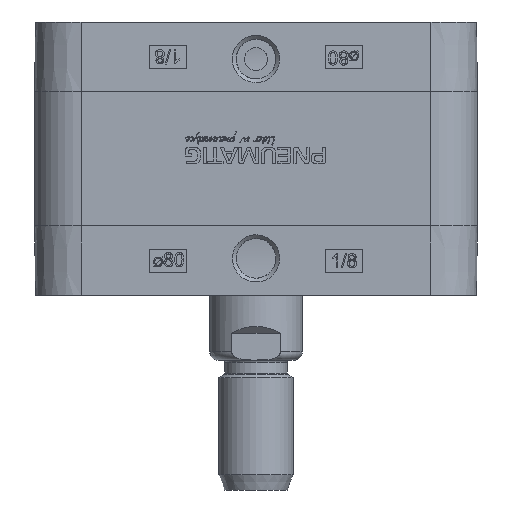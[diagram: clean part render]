
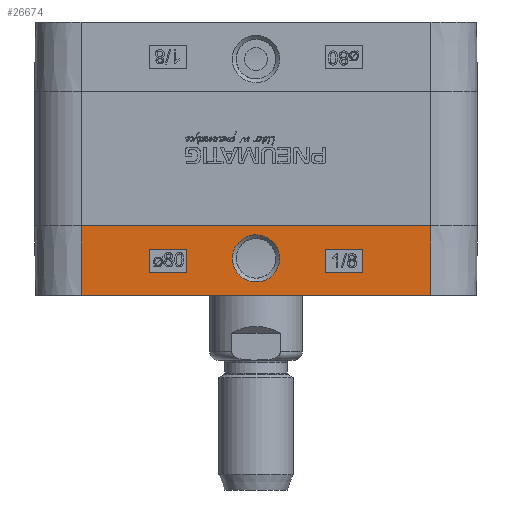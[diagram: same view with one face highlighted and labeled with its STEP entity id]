
A CAD part, left-side view. The second image highlights one B-rep face of the part: STEP entity #26674.
In plain terms, the highlighted planar face has unit normal (-1, 0, -0.009).
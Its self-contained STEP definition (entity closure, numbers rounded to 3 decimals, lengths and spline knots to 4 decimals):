
#1314=LINE($,#36346,#3365);
#1357=LINE($,#36501,#3408);
#1570=LINE($,#38142,#3621);
#1572=LINE($,#38146,#3623);
#1574=LINE($,#38150,#3625);
#1576=LINE($,#38153,#3627);
#1578=LINE($,#38159,#3629);
#1580=LINE($,#38163,#3631);
#1582=LINE($,#38167,#3633);
#1584=LINE($,#38170,#3635);
#1586=LINE($,#38326,#3637);
#1587=LINE($,#38327,#3638);
#3365=VECTOR($,#30390,7.55);
#3408=VECTOR($,#30507,7.55);
#3621=VECTOR($,#31066,0.5);
#3623=VECTOR($,#31070,0.8);
#3625=VECTOR($,#31074,0.5);
#3627=VECTOR($,#31078,0.8);
#3629=VECTOR($,#31084,0.5);
#3631=VECTOR($,#31088,0.8);
#3633=VECTOR($,#31092,0.5);
#3635=VECTOR($,#31096,0.8);
#3637=VECTOR($,#31104,1.5001);
#3638=VECTOR($,#31105,1.5001);
#5235=PLANE($,#28432);
#5662=FACE_BOUND($,#8302,.T.);
#5663=FACE_BOUND($,#8303,.T.);
#5664=FACE_BOUND($,#8304,.T.);
#6620=FACE_OUTER_BOUND($,#8301,.T.);
#8301=EDGE_LOOP($,(#20205,#20206,#20207,#20208));
#8302=EDGE_LOOP($,(#20209,#20210,#20211,#20212));
#8303=EDGE_LOOP($,(#20213,#20214,#20215,#20216));
#8304=EDGE_LOOP($,(#20217));
#9706=B_SPLINE_CURVE_WITH_KNOTS($,3,(#38269,#38270,#38271,#38272,#38273,
#38274,#38275,#38276,#38277,#38278,#38279,#38280,#38281,#38282,#38283,#38284,
#38285,#38286,#38287,#38288,#38289,#38290,#38291,#38292,#38293,#38294,#38295,
#38296,#38297,#38298,#38299,#38300,#38301,#38302,#38303,#38304,#38305,#38306,
#38307,#38308,#38309,#38310,#38311,#38312,#38313,#38314,#38315,#38316,#38317,
#38318,#38319,#38320,#38321,#38322,#38323),.UNSPECIFIED.,.T.,.F.,(4,3,3,
3,3,3,3,3,3,3,3,3,3,3,3,3,3,3,4),(0.,0.2239,0.393,
0.7143,0.7839,1.1204,1.3102,1.589,
1.6832,1.6934,1.8709,2.084,2.1556,
2.4543,2.4903,2.8158,3.1523,3.311,
3.5407),.UNSPECIFIED.);
#11583=VERTEX_POINT($,#36343);
#11584=VERTEX_POINT($,#36345);
#11658=VERTEX_POINT($,#36498);
#11659=VERTEX_POINT($,#36500);
#11973=VERTEX_POINT($,#38139);
#11974=VERTEX_POINT($,#38141);
#11975=VERTEX_POINT($,#38145);
#11976=VERTEX_POINT($,#38149);
#11977=VERTEX_POINT($,#38156);
#11978=VERTEX_POINT($,#38158);
#11979=VERTEX_POINT($,#38162);
#11980=VERTEX_POINT($,#38166);
#11981=VERTEX_POINT($,#38220);
#14544=EDGE_CURVE($,#11584,#11583,#1314,.T.);
#14619=EDGE_CURVE($,#11659,#11658,#1357,.T.);
#15036=EDGE_CURVE($,#11974,#11973,#1570,.T.);
#15038=EDGE_CURVE($,#11975,#11974,#1572,.T.);
#15040=EDGE_CURVE($,#11976,#11975,#1574,.T.);
#15042=EDGE_CURVE($,#11973,#11976,#1576,.T.);
#15044=EDGE_CURVE($,#11978,#11977,#1578,.T.);
#15046=EDGE_CURVE($,#11979,#11978,#1580,.T.);
#15048=EDGE_CURVE($,#11980,#11979,#1582,.T.);
#15050=EDGE_CURVE($,#11977,#11980,#1584,.T.);
#15053=EDGE_CURVE($,#11981,#11981,#9706,.T.);
#15054=EDGE_CURVE($,#11658,#11584,#1586,.T.);
#15055=EDGE_CURVE($,#11659,#11583,#1587,.T.);
#20205=ORIENTED_EDGE($,*,*,#14619,.T.);
#20206=ORIENTED_EDGE($,*,*,#15054,.T.);
#20207=ORIENTED_EDGE($,*,*,#14544,.T.);
#20208=ORIENTED_EDGE($,*,*,#15055,.F.);
#20209=ORIENTED_EDGE($,*,*,#15036,.T.);
#20210=ORIENTED_EDGE($,*,*,#15042,.T.);
#20211=ORIENTED_EDGE($,*,*,#15040,.T.);
#20212=ORIENTED_EDGE($,*,*,#15038,.T.);
#20213=ORIENTED_EDGE($,*,*,#15044,.T.);
#20214=ORIENTED_EDGE($,*,*,#15050,.T.);
#20215=ORIENTED_EDGE($,*,*,#15048,.T.);
#20216=ORIENTED_EDGE($,*,*,#15046,.T.);
#20217=ORIENTED_EDGE($,*,*,#15053,.F.);
#26674=ADVANCED_FACE($,(#6620,#5662,#5663,#5664),#5235,.T.);
#28432=AXIS2_PLACEMENT_3D($,#38325,#31102,#31103);
#30390=DIRECTION($,(0.,-1.,0.));
#30507=DIRECTION($,(0.,1.,0.));
#31066=DIRECTION($,(-0.009,0.,1.));
#31070=DIRECTION($,(0.,1.,0.));
#31074=DIRECTION($,(0.009,0.,-1.));
#31078=DIRECTION($,(0.,-1.,0.));
#31084=DIRECTION($,(-0.009,0.,1.));
#31088=DIRECTION($,(0.,1.,0.));
#31092=DIRECTION($,(0.009,0.,-1.));
#31096=DIRECTION($,(0.,-1.,0.));
#31102=DIRECTION('center_axis',(-1.,0.,
-0.009));
#31103=DIRECTION('ref_axis',(-0.009,0.,
1.));
#31104=DIRECTION($,(0.009,0.,-1.));
#31105=DIRECTION($,(0.009,0.,-1.));
#36343=CARTESIAN_POINT('',(-4.7619,-3.775,-1.5));
#36345=CARTESIAN_POINT('',(-4.7619,3.775,-1.5));
#36346=CARTESIAN_POINT($,(-4.7619,3.775,-1.5));
#36498=CARTESIAN_POINT('',(-4.775,3.775,0.));
#36500=CARTESIAN_POINT('',(-4.775,-3.775,0.));
#36501=CARTESIAN_POINT($,(-4.775,-3.775,0.));
#38139=CARTESIAN_POINT('',(-4.7706,-1.5,-0.5));
#38141=CARTESIAN_POINT('',(-4.7663,-1.5,-1.));
#38142=CARTESIAN_POINT($,(-4.7663,-1.5,-1.));
#38145=CARTESIAN_POINT('',(-4.7663,-2.3,-1.));
#38146=CARTESIAN_POINT($,(-4.7663,-2.3,-1.));
#38149=CARTESIAN_POINT('',(-4.7706,-2.3,-0.5));
#38150=CARTESIAN_POINT($,(-4.7706,-2.3,-0.5));
#38153=CARTESIAN_POINT($,(-4.7706,-1.5,-0.5));
#38156=CARTESIAN_POINT('',(-4.7706,2.3,-0.5));
#38158=CARTESIAN_POINT('',(-4.7663,2.3,-1.));
#38159=CARTESIAN_POINT($,(-4.7663,2.3,-1.));
#38162=CARTESIAN_POINT('',(-4.7663,1.5,-1.));
#38163=CARTESIAN_POINT($,(-4.7663,1.5,-1.));
#38166=CARTESIAN_POINT('',(-4.7706,1.5,-0.5));
#38167=CARTESIAN_POINT($,(-4.7706,1.5,-0.5));
#38170=CARTESIAN_POINT($,(-4.7706,2.3,-0.5));
#38220=CARTESIAN_POINT('',(-4.7733,0.0003,-0.1914));
#38269=CARTESIAN_POINT('Ctrl Pts',(-4.7645,0.0001,
-1.2089));
#38270=CARTESIAN_POINT('Ctrl Pts',(-4.7644,-0.0746,
-1.209));
#38271=CARTESIAN_POINT('Ctrl Pts',(-4.7646,-0.1532,
-1.1924));
#38272=CARTESIAN_POINT('Ctrl Pts',(-4.7649,-0.2214,
-1.1599));
#38273=CARTESIAN_POINT('Ctrl Pts',(-4.7651,-0.2728,
-1.1353));
#38274=CARTESIAN_POINT('Ctrl Pts',(-4.7654,-0.3143,
-1.1043));
#38275=CARTESIAN_POINT('Ctrl Pts',(-4.7656,-0.3466,
-1.0741));
#38276=CARTESIAN_POINT('Ctrl Pts',(-4.7661,-0.4079,
-1.0168));
#38277=CARTESIAN_POINT('Ctrl Pts',(-4.7667,-0.454,
-0.947));
#38278=CARTESIAN_POINT('Ctrl Pts',(-4.7674,-0.4818,
-0.8671));
#38279=CARTESIAN_POINT('Ctrl Pts',(-4.7676,-0.4878,
-0.8498));
#38280=CARTESIAN_POINT('Ctrl Pts',(-4.7677,-0.4929,
-0.8321));
#38281=CARTESIAN_POINT('Ctrl Pts',(-4.7679,-0.497,
-0.8142));
#38282=CARTESIAN_POINT('Ctrl Pts',(-4.7687,-0.5165,
-0.7275));
#38283=CARTESIAN_POINT('Ctrl Pts',(-4.7695,-0.5124,
-0.6313));
#38284=CARTESIAN_POINT('Ctrl Pts',(-4.7703,-0.4826,
-0.5406));
#38285=CARTESIAN_POINT('Ctrl Pts',(-4.7707,-0.4658,
-0.4895));
#38286=CARTESIAN_POINT('Ctrl Pts',(-4.7712,-0.441,
-0.4368));
#38287=CARTESIAN_POINT('Ctrl Pts',(-4.7717,-0.3983,
-0.3833));
#38288=CARTESIAN_POINT('Ctrl Pts',(-4.7723,-0.3355,
-0.3046));
#38289=CARTESIAN_POINT('Ctrl Pts',(-4.7729,-0.2369,
-0.2374));
#38290=CARTESIAN_POINT('Ctrl Pts',(-4.7732,-0.1269,
-0.2082));
#38291=CARTESIAN_POINT('Ctrl Pts',(-4.7733,-0.0897,
-0.1983));
#38292=CARTESIAN_POINT('Ctrl Pts',(-4.7733,-0.0511,
-0.1925));
#38293=CARTESIAN_POINT('Ctrl Pts',(-4.7733,-0.0122,
-0.1915));
#38294=CARTESIAN_POINT('Ctrl Pts',(-4.7733,-0.008,
-0.1914));
#38295=CARTESIAN_POINT('Ctrl Pts',(-4.7733,-0.0038,
-0.1914));
#38296=CARTESIAN_POINT('Ctrl Pts',(-4.7733,0.0003,
-0.1914));
#38297=CARTESIAN_POINT('Ctrl Pts',(-4.7733,0.0727,
-0.1914));
#38298=CARTESIAN_POINT('Ctrl Pts',(-4.7732,0.1333,
-0.2068));
#38299=CARTESIAN_POINT('Ctrl Pts',(-4.773,0.1849,
-0.2272));
#38300=CARTESIAN_POINT('Ctrl Pts',(-4.7728,0.2468,
-0.2516));
#38301=CARTESIAN_POINT('Ctrl Pts',(-4.7725,0.307,
-0.2897));
#38302=CARTESIAN_POINT('Ctrl Pts',(-4.7721,0.3553,
-0.336));
#38303=CARTESIAN_POINT('Ctrl Pts',(-4.7719,0.3716,
-0.3516));
#38304=CARTESIAN_POINT('Ctrl Pts',(-4.7718,0.386,
-0.3675));
#38305=CARTESIAN_POINT('Ctrl Pts',(-4.7717,0.3986,
-0.3833));
#38306=CARTESIAN_POINT('Ctrl Pts',(-4.7711,0.4514,
-0.449));
#38307=CARTESIAN_POINT('Ctrl Pts',(-4.7706,0.4741,-0.5038));
#38308=CARTESIAN_POINT('Ctrl Pts',(-4.7701,0.491,
-0.5651));
#38309=CARTESIAN_POINT('Ctrl Pts',(-4.77,0.493,
-0.5725));
#38310=CARTESIAN_POINT('Ctrl Pts',(-4.7699,0.4949,
-0.5799));
#38311=CARTESIAN_POINT('Ctrl Pts',(-4.7699,0.4966,-0.5874));
#38312=CARTESIAN_POINT('Ctrl Pts',(-4.7693,0.5122,
-0.6553));
#38313=CARTESIAN_POINT('Ctrl Pts',(-4.7687,0.5174,
-0.7263));
#38314=CARTESIAN_POINT('Ctrl Pts',(-4.7679,0.4971,
-0.8139));
#38315=CARTESIAN_POINT('Ctrl Pts',(-4.7671,0.4761,
-0.9045));
#38316=CARTESIAN_POINT('Ctrl Pts',(-4.7663,0.4224,
-1.0016));
#38317=CARTESIAN_POINT('Ctrl Pts',(-4.7656,0.3452,
-1.0737));
#38318=CARTESIAN_POINT('Ctrl Pts',(-4.7653,0.3088,
-1.1077));
#38319=CARTESIAN_POINT('Ctrl Pts',(-4.7651,0.267,-1.1371));
#38320=CARTESIAN_POINT('Ctrl Pts',(-4.7649,0.2208,
-1.1594));
#38321=CARTESIAN_POINT('Ctrl Pts',(-4.7646,0.1538,
-1.1916));
#38322=CARTESIAN_POINT('Ctrl Pts',(-4.7645,0.0767,
-1.2088));
#38323=CARTESIAN_POINT('Ctrl Pts',(-4.7645,0.0001,
-1.2089));
#38325=CARTESIAN_POINT('Origin',(-4.775,0.,0.));
#38326=CARTESIAN_POINT($,(-4.775,3.775,0.));
#38327=CARTESIAN_POINT($,(-4.775,-3.775,0.));
